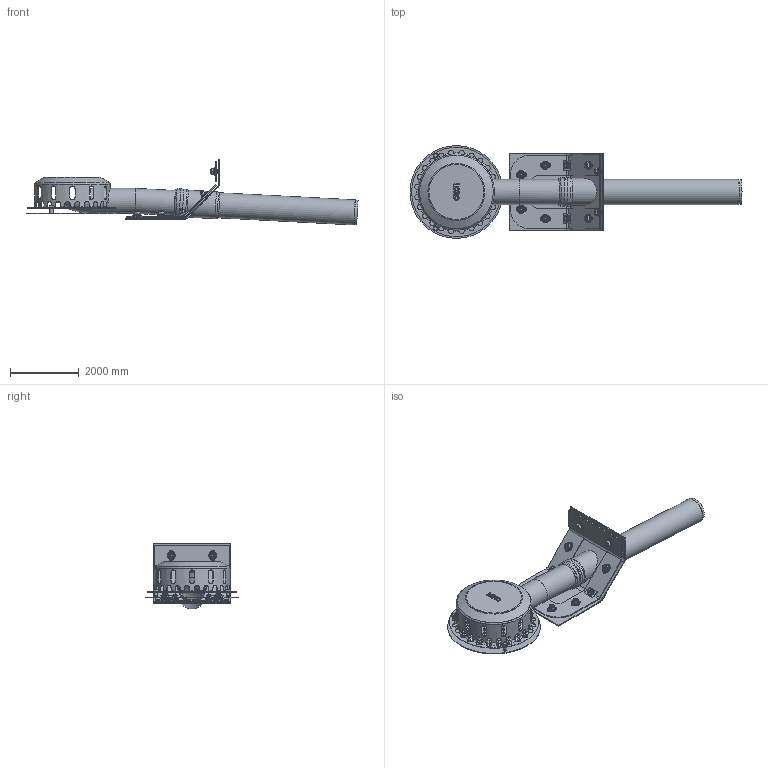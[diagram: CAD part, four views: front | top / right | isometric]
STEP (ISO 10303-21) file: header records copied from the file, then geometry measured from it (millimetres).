
FILE_DESCRIPTION(/* description */ (''),/* implementation_level */ '2;1');
FILE_NAME(/* name */ '01355.070X_3D.stp',/* time_stamp */ '2024-12-11T13:26:09+01:00',/* author */ ('CAD'),/* organization */ (''),/* preprocessor_version */ 'ST-DEVELOPER v20',/* originating_system */ 'AutoCAD Mechanical',/* authorisation */ '');
FILE_SCHEMA (('AUTOMOTIVE_DESIGN { 1 0 10303 214 3 1 1 }'));
Products named in the file (2): Product; *S0
Assembly tree (1 placements, depth 2):
  Product
    *S0
Bounding box: 9651.58 x 2700 x 1916.04 mm (x, y, z)
Volume: 912757996 mm3; surface area: 102964966.8 mm2
Topology: 40 solids, 40 shells, 2404 faces, 6701 edges, 4351 vertices
Faces by surface type: plane 1735, cone 308, cylinder 227, torus 118, bspline 8, sphere 8
Full cylindrical faces by diameter (mm): 60 x2, 80 x2, 83.76 x10, 86.5 x2, 99.999 x10, 100 x2, 110 x2, 130 x8, 240 x8, 700 x1, 706 x2, 730 x4, 756 x1, 786 x2, 800 x1, 806 x2, 836 x1, 2180 x1, 2200 x1, 2700 x1
Entity records: 83628 total; most frequent: CARTESIAN_POINT 20583, ORIENTED_EDGE 13396, DIRECTION 11914, EDGE_CURVE 6698, LINE 5246, VECTOR 5246, VERTEX_POINT 4345, AXIS2_PLACEMENT_3D 3334
